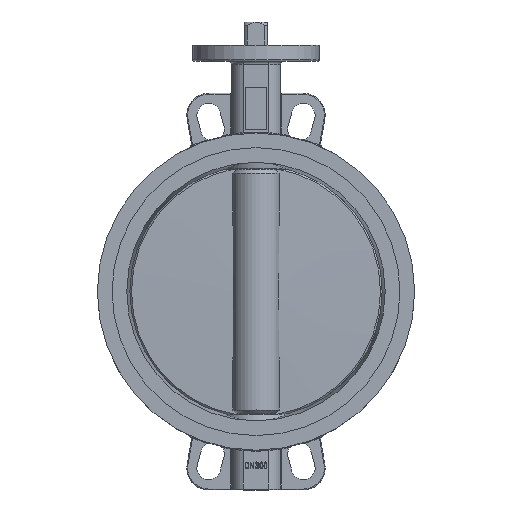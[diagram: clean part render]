
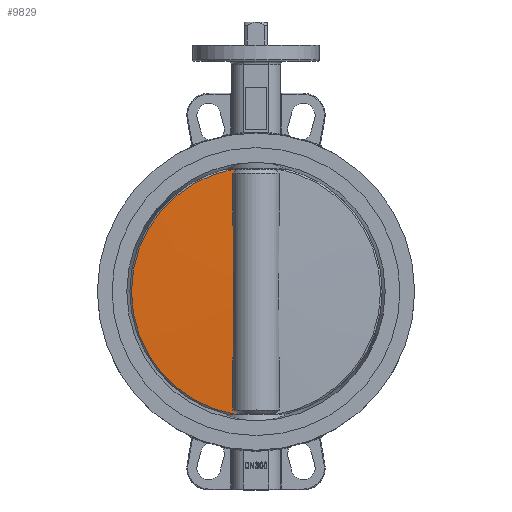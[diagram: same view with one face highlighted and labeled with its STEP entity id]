
A CAD part, top view. The second image highlights one B-rep face of the part: STEP entity #9829.
In plain terms, the highlighted conical face has half-angle 88.82 degrees and reference radius 48548.9 mm.
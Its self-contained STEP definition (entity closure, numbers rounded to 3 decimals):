
#2197 = CARTESIAN_POINT ( 'NONE',  ( -22.95, -144.8, 7.02 ) ) ;
#2383 = DIRECTION ( 'NONE',  ( -1., 0., 0. ) ) ;
#2396 = CIRCLE ( 'NONE', #2441, 147.561 ) ;
#2415 = CONICAL_SURFACE ( 'NONE', #2430, 48548.88, 1.55 ) ;
#2417 = DIRECTION ( 'NONE',  ( -1., 0., 0. ) ) ;
#2418 = DIRECTION ( 'NONE',  ( 0., 0., -1. ) ) ;
#2422 = CARTESIAN_POINT ( 'NONE',  ( -22.954, -145.3, 7.009 ) ) ;
#2423 = CARTESIAN_POINT ( 'NONE',  ( -22.953, -145.133, 7.013 ) ) ;
#2424 = CARTESIAN_POINT ( 'NONE',  ( -22.952, -144.967, 7.016 ) ) ;
#2426 = CARTESIAN_POINT ( 'NONE',  ( -22.95, -144.8, 7.02 ) ) ;
#2429 = B_SPLINE_CURVE_WITH_KNOTS ( 'NONE', 3,
 ( #2426, #2424, #2423, #2422 ),
 .UNSPECIFIED., .F., .F.,
 ( 4, 4 ),
 ( 0.32, 0.32 ),
 .UNSPECIFIED. ) ;
#2430 = AXIS2_PLACEMENT_3D ( 'NONE', #2434, #2438, #2383 ) ;
#2434 = CARTESIAN_POINT ( 'NONE',  ( 0., 0., -989.961 ) ) ;
#2438 = DIRECTION ( 'NONE',  ( 0., 0., -1. ) ) ;
#2441 = AXIS2_PLACEMENT_3D ( 'NONE', #2447, #2418, #2417 ) ;
#2447 = CARTESIAN_POINT ( 'NONE',  ( 0., 0., 7. ) ) ;
#2448 = CARTESIAN_POINT ( 'NONE',  ( -22.95, 144.8, 7.02 ) ) ;
#2449 = CARTESIAN_POINT ( 'NONE',  ( -22.952, 144.967, 7.016 ) ) ;
#2450 = CARTESIAN_POINT ( 'NONE',  ( -22.953, 145.133, 7.013 ) ) ;
#2451 = CARTESIAN_POINT ( 'NONE',  ( -22.954, 145.3, 7.009 ) ) ;
#2452 = FACE_OUTER_BOUND ( 'NONE', #9845, .T. ) ;
#2453 = B_SPLINE_CURVE_WITH_KNOTS ( 'NONE', 3,
 ( #2451, #2450, #2449, #2448 ),
 .UNSPECIFIED., .F., .F.,
 ( 4, 4 ),
 ( 0.03, 0.03 ),
 .UNSPECIFIED. ) ;
#2480 = CARTESIAN_POINT ( 'NONE',  ( -27.603, -140.3, 7.094 ) ) ;
#2481 = CARTESIAN_POINT ( 'NONE',  ( -26.056, -141.804, 7.07 ) ) ;
#2482 = CARTESIAN_POINT ( 'NONE',  ( -24.506, -143.305, 7.045 ) ) ;
#2483 = CARTESIAN_POINT ( 'NONE',  ( -22.95, -144.8, 7.02 ) ) ;
#2490 = B_SPLINE_CURVE_WITH_KNOTS ( 'NONE', 3,
 ( #2483, #2482, #2481, #2480 ),
 .UNSPECIFIED., .F., .F.,
 ( 4, 4 ),
 ( 0.002, 0.008 ),
 .UNSPECIFIED. ) ;
#2812 = B_SPLINE_CURVE_WITH_KNOTS ( 'NONE', 3,
 ( #2954, #2952, #2950, #2949, #2947, #2945, #2943, #2941, #2939, #2937, #2936, #2934, #2932, #2930, #2929, #2927, #2925, #2923 ),
 .UNSPECIFIED., .F., .F.,
 ( 4, 2, 2, 2, 2, 2, 2, 2, 4 ),
 ( 0.02, 0.09, 0.125, 0.142, 0.16, 0.178, 0.195, 0.23, 0.3 ),
 .UNSPECIFIED. ) ;
#2891 = CARTESIAN_POINT ( 'NONE',  ( -27.603, 140.3, 7.094 ) ) ;
#2897 = CARTESIAN_POINT ( 'NONE',  ( -27.603, -140.3, 7.094 ) ) ;
#2917 = CARTESIAN_POINT ( 'NONE',  ( -22.95, 144.8, 7.02 ) ) ;
#2923 = CARTESIAN_POINT ( 'NONE',  ( -27.603, 140.3, 7.094 ) ) ;
#2925 = CARTESIAN_POINT ( 'NONE',  ( -27.481, 116.918, 7.567 ) ) ;
#2927 = CARTESIAN_POINT ( 'NONE',  ( -27.347, 93.537, 8.039 ) ) ;
#2929 = CARTESIAN_POINT ( 'NONE',  ( -27.136, 58.463, 8.715 ) ) ;
#2930 = CARTESIAN_POINT ( 'NONE',  ( -27.064, 46.772, 8.936 ) ) ;
#2932 = CARTESIAN_POINT ( 'NONE',  ( -26.966, 29.235, 9.223 ) ) ;
#2934 = CARTESIAN_POINT ( 'NONE',  ( -26.936, 23.389, 9.312 ) ) ;
#2936 = CARTESIAN_POINT ( 'NONE',  ( -26.89, 11.696, 9.444 ) ) ;
#2937 = CARTESIAN_POINT ( 'NONE',  ( -26.875, 5.849, 9.486 ) ) ;
#2939 = CARTESIAN_POINT ( 'NONE',  ( -26.875, -5.846, 9.486 ) ) ;
#2941 = CARTESIAN_POINT ( 'NONE',  ( -26.89, -11.693, 9.444 ) ) ;
#2943 = CARTESIAN_POINT ( 'NONE',  ( -26.936, -23.386, 9.312 ) ) ;
#2945 = CARTESIAN_POINT ( 'NONE',  ( -26.966, -29.232, 9.223 ) ) ;
#2947 = CARTESIAN_POINT ( 'NONE',  ( -27.064, -46.77, 8.936 ) ) ;
#2949 = CARTESIAN_POINT ( 'NONE',  ( -27.136, -58.461, 8.715 ) ) ;
#2950 = CARTESIAN_POINT ( 'NONE',  ( -27.347, -93.535, 8.039 ) ) ;
#2952 = CARTESIAN_POINT ( 'NONE',  ( -27.481, -116.918, 7.567 ) ) ;
#2954 = CARTESIAN_POINT ( 'NONE',  ( -27.603, -140.3, 7.094 ) ) ;
#2977 = CARTESIAN_POINT ( 'NONE',  ( -27.603, 140.3, 7.094 ) ) ;
#2980 = B_SPLINE_CURVE_WITH_KNOTS ( 'NONE', 3,
 ( #2977, #3068, #3066, #3065 ),
 .UNSPECIFIED., .F., .F.,
 ( 4, 4 ),
 ( 0., 0.006 ),
 .UNSPECIFIED. ) ;
#3065 = CARTESIAN_POINT ( 'NONE',  ( -22.95, 144.8, 7.02 ) ) ;
#3066 = CARTESIAN_POINT ( 'NONE',  ( -24.506, 143.305, 7.045 ) ) ;
#3068 = CARTESIAN_POINT ( 'NONE',  ( -26.056, 141.804, 7.07 ) ) ;
#8105 = B_SPLINE_CURVE_WITH_KNOTS ( 'NONE', 3,
 ( #8142, #8141, #8140, #8139 ),
 .UNSPECIFIED., .F., .F.,
 ( 4, 4 ),
 ( 0.019, 0.022 ),
 .UNSPECIFIED. ) ;
#8139 = CARTESIAN_POINT ( 'NONE',  ( -25.73, 145.3, 7. ) ) ;
#8140 = CARTESIAN_POINT ( 'NONE',  ( -24.805, 145.3, 7.003 ) ) ;
#8141 = CARTESIAN_POINT ( 'NONE',  ( -23.879, 145.3, 7.006 ) ) ;
#8142 = CARTESIAN_POINT ( 'NONE',  ( -22.954, 145.3, 7.009 ) ) ;
#8196 = CARTESIAN_POINT ( 'NONE',  ( -25.73, -145.3, 7. ) ) ;
#8233 = CARTESIAN_POINT ( 'NONE',  ( -22.954, -145.3, 7.009 ) ) ;
#8259 = CARTESIAN_POINT ( 'NONE',  ( -22.954, -145.3, 7.009 ) ) ;
#8260 = CARTESIAN_POINT ( 'NONE',  ( -23.879, -145.3, 7.006 ) ) ;
#8261 = CARTESIAN_POINT ( 'NONE',  ( -24.805, -145.3, 7.003 ) ) ;
#8262 = CARTESIAN_POINT ( 'NONE',  ( -25.73, -145.3, 7. ) ) ;
#8265 = B_SPLINE_CURVE_WITH_KNOTS ( 'NONE', 3,
 ( #8262, #8261, #8260, #8259 ),
 .UNSPECIFIED., .F., .F.,
 ( 4, 4 ),
 ( 0.041, 0.044 ),
 .UNSPECIFIED. ) ;
#8337 = CARTESIAN_POINT ( 'NONE',  ( -25.73, 145.3, 7. ) ) ;
#8339 = CARTESIAN_POINT ( 'NONE',  ( -22.954, 145.3, 7.009 ) ) ;
#9490 = EDGE_CURVE ( 'NONE', #9740, #9742, #8105, .T. ) ;
#9536 = VERTEX_POINT ( 'NONE', #8196 ) ;
#9555 = VERTEX_POINT ( 'NONE', #8233 ) ;
#9566 = EDGE_CURVE ( 'NONE', #9536, #9555, #8265, .T. ) ;
#9740 = VERTEX_POINT ( 'NONE', #8339 ) ;
#9742 = VERTEX_POINT ( 'NONE', #8337 ) ;
#9767 = ORIENTED_EDGE ( 'NONE', *, *, #9828, .F. ) ;
#9769 = ORIENTED_EDGE ( 'NONE', *, *, #9827, .F. ) ;
#9771 = VERTEX_POINT ( 'NONE', #2197 ) ;
#9822 = EDGE_CURVE ( 'NONE', #9740, #9902, #2453, .T. ) ;
#9826 = ORIENTED_EDGE ( 'NONE', *, *, #9833, .T. ) ;
#9827 = EDGE_CURVE ( 'NONE', #9771, #9555, #2429, .T. ) ;
#9828 = EDGE_CURVE ( 'NONE', #9536, #9742, #2396, .T. ) ;
#9829 = ADVANCED_FACE ( 'NONE', ( #2452 ), #2415, .T. ) ;
#9830 = ORIENTED_EDGE ( 'NONE', *, *, #9490, .T. ) ;
#9831 = ORIENTED_EDGE ( 'NONE', *, *, #9822, .F. ) ;
#9833 = EDGE_CURVE ( 'NONE', #9771, #9898, #2490, .T. ) ;
#9842 = ORIENTED_EDGE ( 'NONE', *, *, #9566, .T. ) ;
#9844 = ORIENTED_EDGE ( 'NONE', *, *, #9897, .T. ) ;
#9845 = EDGE_LOOP ( 'NONE', ( #9831, #9830, #9767, #9842, #9769, #9826, #9844, #9847 ) ) ;
#9847 = ORIENTED_EDGE ( 'NONE', *, *, #9916, .T. ) ;
#9897 = EDGE_CURVE ( 'NONE', #9898, #9917, #2812, .T. ) ;
#9898 = VERTEX_POINT ( 'NONE', #2897 ) ;
#9902 = VERTEX_POINT ( 'NONE', #2917 ) ;
#9916 = EDGE_CURVE ( 'NONE', #9917, #9902, #2980, .T. ) ;
#9917 = VERTEX_POINT ( 'NONE', #2891 ) ;
